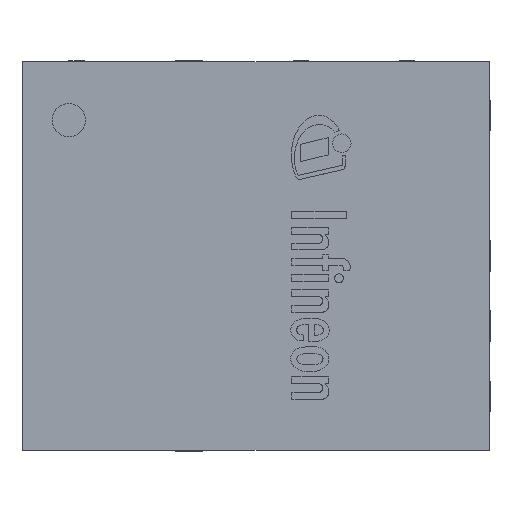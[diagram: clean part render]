
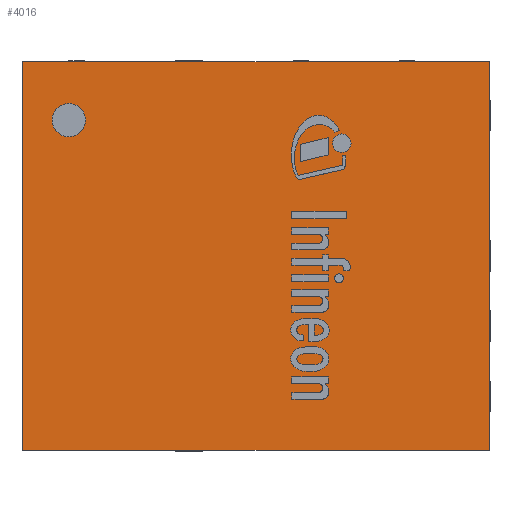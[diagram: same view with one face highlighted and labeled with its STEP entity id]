
A CAD part, top view. The second image highlights one B-rep face of the part: STEP entity #4016.
In plain terms, the highlighted planar face has unit normal (0, 0, 1).
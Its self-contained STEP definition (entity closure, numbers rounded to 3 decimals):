
#124=FACE_BOUND('',#599,.T.);
#133=PLANE('',#4289);
#354=FACE_OUTER_BOUND('',#598,.T.);
#598=EDGE_LOOP('',(#2879,#2880,#2881,#2882));
#599=EDGE_LOOP('',(#2883));
#845=LINE('',#5537,#1370);
#849=LINE('',#5544,#1374);
#852=LINE('',#5550,#1377);
#854=LINE('',#5553,#1379);
#1370=VECTOR('',#4533,1000.);
#1374=VECTOR('',#4539,1000.);
#1377=VECTOR('',#4544,1000.);
#1379=VECTOR('',#4548,1000.);
#1893=CIRCLE('',#4284,0.215);
#1905=VERTEX_POINT('',#5527);
#1908=VERTEX_POINT('',#5534);
#1909=VERTEX_POINT('',#5536);
#1911=VERTEX_POINT('',#5542);
#1913=VERTEX_POINT('',#5548);
#2288=EDGE_CURVE('',#1905,#1905,#1893,.T.);
#2291=EDGE_CURVE('',#1909,#1908,#845,.T.);
#2295=EDGE_CURVE('',#1908,#1911,#849,.T.);
#2298=EDGE_CURVE('',#1911,#1913,#852,.T.);
#2300=EDGE_CURVE('',#1913,#1909,#854,.T.);
#2879=ORIENTED_EDGE('',*,*,#2291,.T.);
#2880=ORIENTED_EDGE('',*,*,#2295,.T.);
#2881=ORIENTED_EDGE('',*,*,#2298,.T.);
#2882=ORIENTED_EDGE('',*,*,#2300,.T.);
#2883=ORIENTED_EDGE('',*,*,#2288,.F.);
#4016=ADVANCED_FACE('',(#354,#124),#133,.T.);
#4284=AXIS2_PLACEMENT_3D('',#5529,#4527,#4528);
#4289=AXIS2_PLACEMENT_3D('',#5554,#4549,#4550);
#4527=DIRECTION('center_axis',(0.,0.,1.));
#4528=DIRECTION('ref_axis',(0.,-1.,0.));
#4533=DIRECTION('',(1.,0.,0.));
#4539=DIRECTION('',(0.,1.,0.));
#4544=DIRECTION('',(-1.,0.,0.));
#4548=DIRECTION('',(0.,-1.,0.));
#4549=DIRECTION('center_axis',(0.,0.,1.));
#4550=DIRECTION('ref_axis',(0.,-1.,0.));
#5527=CARTESIAN_POINT('',(-2.4,1.955,1.1));
#5529=CARTESIAN_POINT('Origin',(-2.4,1.74,1.1));
#5534=CARTESIAN_POINT('',(2.99,-2.49,1.1));
#5536=CARTESIAN_POINT('',(-2.99,-2.49,1.1));
#5537=CARTESIAN_POINT('',(2.99,-2.49,1.1));
#5542=CARTESIAN_POINT('',(2.99,2.49,1.1));
#5544=CARTESIAN_POINT('',(2.99,2.49,1.1));
#5548=CARTESIAN_POINT('',(-2.99,2.49,1.1));
#5550=CARTESIAN_POINT('',(2.99,2.49,1.1));
#5553=CARTESIAN_POINT('',(-2.99,2.49,1.1));
#5554=CARTESIAN_POINT('Origin',(0.,0.,1.1));
